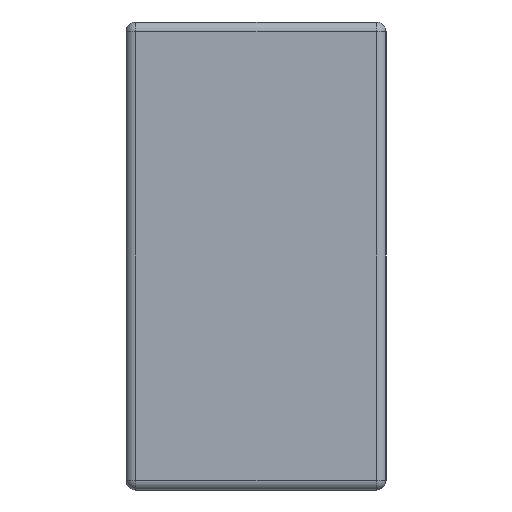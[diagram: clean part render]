
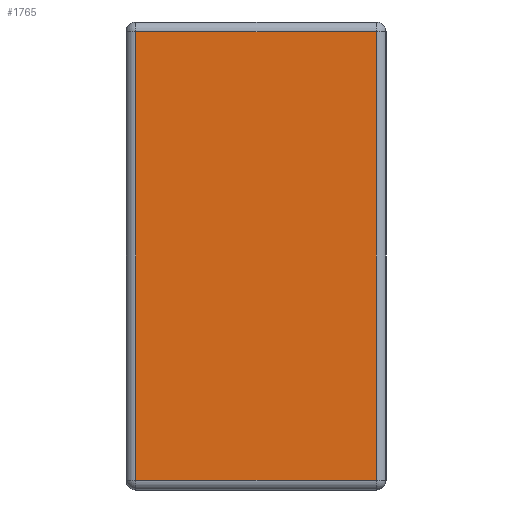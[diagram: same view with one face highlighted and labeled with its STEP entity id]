
A CAD part, left-side view. The second image highlights one B-rep face of the part: STEP entity #1765.
In plain terms, the highlighted planar face has unit normal (-1, 0, 0).
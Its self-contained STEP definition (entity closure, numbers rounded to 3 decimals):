
#107 = PLANE ( 'NONE',  #3117 ) ;
#215 = VERTEX_POINT ( 'NONE', #1429 ) ;
#439 = FACE_OUTER_BOUND ( 'NONE', #2880, .T. ) ;
#915 = VECTOR ( 'NONE', #3771, 1000. ) ;
#982 = VECTOR ( 'NONE', #3923, 1000. ) ;
#984 = VERTEX_POINT ( 'NONE', #2951 ) ;
#1137 = VECTOR ( 'NONE', #3359, 1000. ) ;
#1156 = LINE ( 'NONE', #4014, #1728 ) ;
#1390 = ORIENTED_EDGE ( 'NONE', *, *, #4004, .T. ) ;
#1429 = CARTESIAN_POINT ( 'NONE',  ( 0., 0.963, -0.037 ) ) ;
#1543 = CARTESIAN_POINT ( 'NONE',  ( 0., 0., 0. ) ) ;
#1728 = VECTOR ( 'NONE', #3683, 1000. ) ;
#1765 = ADVANCED_FACE ( 'NONE', ( #439 ), #107, .T. ) ;
#2004 = CARTESIAN_POINT ( 'NONE',  ( 0., 0.963, -1.8 ) ) ;
#2094 = LINE ( 'NONE', #3616, #982 ) ;
#2221 = VERTEX_POINT ( 'NONE', #3589 ) ;
#2274 = ORIENTED_EDGE ( 'NONE', *, *, #4073, .T. ) ;
#2633 = VERTEX_POINT ( 'NONE', #4532 ) ;
#2756 = LINE ( 'NONE', #2004, #915 ) ;
#2880 = EDGE_LOOP ( 'NONE', ( #3548, #1390, #3776, #2274 ) ) ;
#2951 = CARTESIAN_POINT ( 'NONE',  ( 0., 0.963, -1.763 ) ) ;
#2986 = DIRECTION ( 'NONE',  ( -1., 0., 0. ) ) ;
#3070 = EDGE_CURVE ( 'NONE', #984, #2633, #2094, .T. ) ;
#3117 = AXIS2_PLACEMENT_3D ( 'NONE', #1543, #2986, #4430 ) ;
#3359 = DIRECTION ( 'NONE',  ( 0., 1., 0. ) ) ;
#3548 = ORIENTED_EDGE ( 'NONE', *, *, #3070, .T. ) ;
#3589 = CARTESIAN_POINT ( 'NONE',  ( 0., 0.037, -0.037 ) ) ;
#3616 = CARTESIAN_POINT ( 'NONE',  ( 0., 0., -1.763 ) ) ;
#3683 = DIRECTION ( 'NONE',  ( 0., 0., 1. ) ) ;
#3741 = CARTESIAN_POINT ( 'NONE',  ( 0., 1., -0.037 ) ) ;
#3771 = DIRECTION ( 'NONE',  ( 0., 0., -1. ) ) ;
#3776 = ORIENTED_EDGE ( 'NONE', *, *, #4439, .T. ) ;
#3923 = DIRECTION ( 'NONE',  ( 0., -1., 0. ) ) ;
#4004 = EDGE_CURVE ( 'NONE', #2633, #2221, #1156, .T. ) ;
#4014 = CARTESIAN_POINT ( 'NONE',  ( 0., 0.037, 0. ) ) ;
#4073 = EDGE_CURVE ( 'NONE', #215, #984, #2756, .T. ) ;
#4430 = DIRECTION ( 'NONE',  ( 0., 0., 1. ) ) ;
#4439 = EDGE_CURVE ( 'NONE', #2221, #215, #4510, .T. ) ;
#4510 = LINE ( 'NONE', #3741, #1137 ) ;
#4532 = CARTESIAN_POINT ( 'NONE',  ( 0., 0.037, -1.763 ) ) ;
